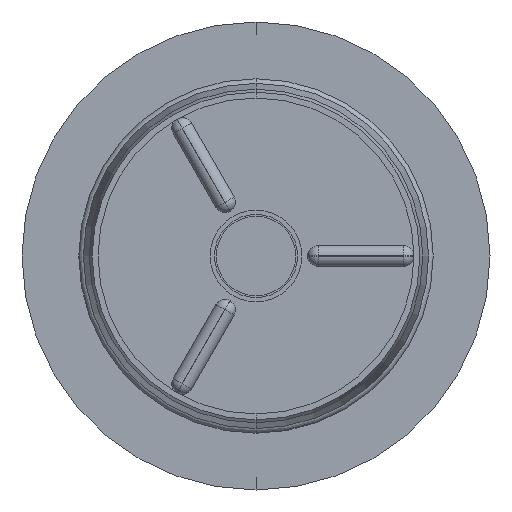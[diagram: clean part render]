
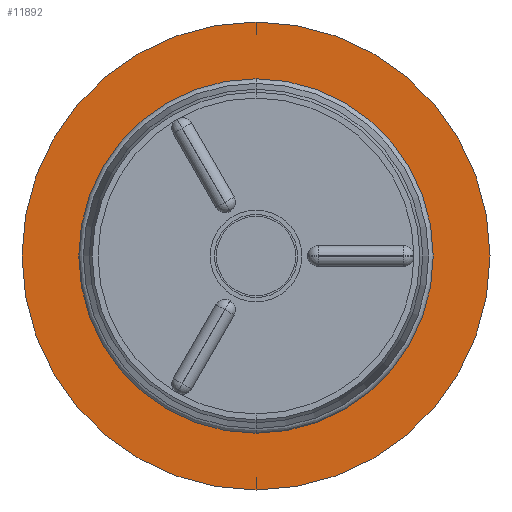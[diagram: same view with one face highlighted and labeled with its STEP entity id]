
A CAD part, front view. The second image highlights one B-rep face of the part: STEP entity #11892.
In plain terms, the highlighted planar face has unit normal (0, -1, 0).
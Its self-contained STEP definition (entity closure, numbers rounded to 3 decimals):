
#752 = EDGE_LOOP ( 'NONE', ( #8698, #6305 ) ) ;
#991 = CIRCLE ( 'NONE', #5947, 20. ) ;
#1280 = VERTEX_POINT ( 'NONE', #9138 ) ;
#1569 = FACE_BOUND ( 'NONE', #752, .T. ) ;
#2229 = EDGE_CURVE ( 'NONE', #6176, #11524, #13895, .T. ) ;
#2680 = EDGE_LOOP ( 'NONE', ( #4626, #6188 ) ) ;
#2986 = AXIS2_PLACEMENT_3D ( 'NONE', #4104, #12166, #5232 ) ;
#3534 = DIRECTION ( 'NONE',  ( 0., 1., 0. ) ) ;
#3834 = CARTESIAN_POINT ( 'NONE',  ( 0., 251.7, 0. ) ) ;
#4104 = CARTESIAN_POINT ( 'NONE',  ( 0., 251.7, 0. ) ) ;
#4156 = AXIS2_PLACEMENT_3D ( 'NONE', #6546, #9892, #9815 ) ;
#4626 = ORIENTED_EDGE ( 'NONE', *, *, #6203, .F. ) ;
#5085 = DIRECTION ( 'NONE',  ( 0., 0., 1. ) ) ;
#5232 = DIRECTION ( 'NONE',  ( 0., 0., 1. ) ) ;
#5544 = DIRECTION ( 'NONE',  ( 0., 1., 0. ) ) ;
#5947 = AXIS2_PLACEMENT_3D ( 'NONE', #8900, #5544, #13436 ) ;
#6176 = VERTEX_POINT ( 'NONE', #12484 ) ;
#6188 = ORIENTED_EDGE ( 'NONE', *, *, #9707, .F. ) ;
#6203 = EDGE_CURVE ( 'NONE', #1280, #7807, #14137, .T. ) ;
#6290 = CARTESIAN_POINT ( 'NONE',  ( 0., 251.7, -14.75 ) ) ;
#6305 = ORIENTED_EDGE ( 'NONE', *, *, #11497, .T. ) ;
#6546 = CARTESIAN_POINT ( 'NONE',  ( 0., 251.7, 0. ) ) ;
#7807 = VERTEX_POINT ( 'NONE', #9793 ) ;
#8254 = DIRECTION ( 'NONE',  ( 0., 1., 0. ) ) ;
#8398 = PLANE ( 'NONE',  #12334 ) ;
#8698 = ORIENTED_EDGE ( 'NONE', *, *, #2229, .T. ) ;
#8900 = CARTESIAN_POINT ( 'NONE',  ( 0., 251.7, 0. ) ) ;
#9138 = CARTESIAN_POINT ( 'NONE',  ( 0., 251.7, -20. ) ) ;
#9707 = EDGE_CURVE ( 'NONE', #7807, #1280, #991, .T. ) ;
#9793 = CARTESIAN_POINT ( 'NONE',  ( 0., 251.7, 20. ) ) ;
#9815 = DIRECTION ( 'NONE',  ( 0., 0., 1. ) ) ;
#9892 = DIRECTION ( 'NONE',  ( 0., 1., 0. ) ) ;
#11497 = EDGE_CURVE ( 'NONE', #11524, #6176, #14708, .T. ) ;
#11509 = DIRECTION ( 'NONE',  ( 0., 0., 1. ) ) ;
#11524 = VERTEX_POINT ( 'NONE', #6290 ) ;
#11892 = ADVANCED_FACE ( 'NONE', ( #13797, #1569 ), #8398, .F. ) ;
#12166 = DIRECTION ( 'NONE',  ( 0., 1., 0. ) ) ;
#12327 = AXIS2_PLACEMENT_3D ( 'NONE', #3834, #8254, #5085 ) ;
#12334 = AXIS2_PLACEMENT_3D ( 'NONE', #13722, #3534, #11509 ) ;
#12484 = CARTESIAN_POINT ( 'NONE',  ( 0., 251.7, 14.75 ) ) ;
#13436 = DIRECTION ( 'NONE',  ( 0., 0., 1. ) ) ;
#13722 = CARTESIAN_POINT ( 'NONE',  ( 20., 251.7, 0. ) ) ;
#13797 = FACE_OUTER_BOUND ( 'NONE', #2680, .T. ) ;
#13895 = CIRCLE ( 'NONE', #4156, 14.75 ) ;
#14137 = CIRCLE ( 'NONE', #2986, 20. ) ;
#14708 = CIRCLE ( 'NONE', #12327, 14.75 ) ;
